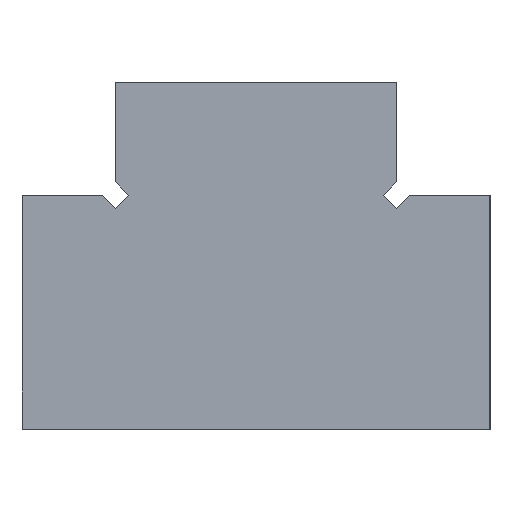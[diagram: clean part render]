
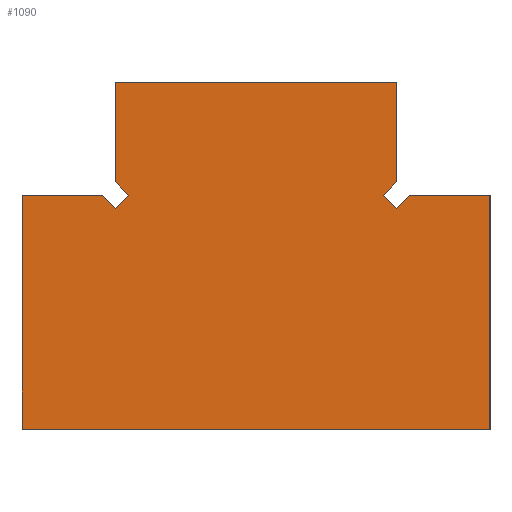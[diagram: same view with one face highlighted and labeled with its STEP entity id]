
A CAD part, left-side view. The second image highlights one B-rep face of the part: STEP entity #1090.
In plain terms, the highlighted planar face has unit normal (-1, 0, 0).
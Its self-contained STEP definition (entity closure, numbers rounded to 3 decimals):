
#778=VERTEX_POINT('',#2206);
#806=VERTEX_POINT('',#2238);
#892=EDGE_CURVE('',#778,#1780,#2331,.T.);
#930=EDGE_CURVE('',#1216,#1230,#2372,.T.);
#988=EDGE_CURVE('',#1230,#2010,#2437,.T.);
#1020=EDGE_CURVE('',#1920,#1802,#2472,.T.);
#1050=EDGE_CURVE('',#1642,#1710,#2506,.T.);
#1052=EDGE_CURVE('',#1710,#1538,#2508,.T.);
#1066=EDGE_CURVE('',#1780,#1920,#2525,.T.);
#1090=ADVANCED_FACE('',(#2553),#2554,.F.);
#1126=EDGE_CURVE('',#1208,#1216,#2593,.T.);
#1184=EDGE_CURVE('',#1538,#1736,#2657,.T.);
#1208=VERTEX_POINT('',#2685);
#1216=VERTEX_POINT('',#2694);
#1230=VERTEX_POINT('',#2709);
#1312=EDGE_CURVE('',#1802,#806,#2803,.T.);
#1326=EDGE_CURVE('',#2010,#1642,#2819,.T.);
#1408=EDGE_CURVE('',#806,#1692,#2908,.T.);
#1506=EDGE_CURVE('',#1692,#1208,#3020,.T.);
#1538=VERTEX_POINT('',#3054);
#1642=VERTEX_POINT('',#3172);
#1668=EDGE_CURVE('',#1736,#778,#3199,.T.);
#1692=VERTEX_POINT('',#3229);
#1710=VERTEX_POINT('',#3248);
#1736=VERTEX_POINT('',#3278);
#1780=VERTEX_POINT('',#3326);
#1802=VERTEX_POINT('',#3351);
#1920=VERTEX_POINT('',#3482);
#2010=VERTEX_POINT('',#3585);
#2206=CARTESIAN_POINT('',(-14.0,-25.0,25.0));
#2238=CARTESIAN_POINT('',(-14.0,16.414,25.0));
#2331=LINE('',#3960,#3961);
#2372=LINE('',#4013,#4014);
#2437=LINE('',#4104,#4105);
#2472=LINE('',#4150,#4151);
#2506=LINE('',#4193,#4194);
#2508=LINE('',#4197,#4198);
#2525=LINE('',#4218,#4219);
#2553=FACE_OUTER_BOUND('',#4252,.T.);
#2554=PLANE('',#4253);
#2593=LINE('',#4307,#4308);
#2657=LINE('',#4396,#4397);
#2685=CARTESIAN_POINT('',(-14.0,13.586,25.0));
#2694=CARTESIAN_POINT('',(-14.0,15.0,26.414));
#2709=CARTESIAN_POINT('',(-14.0,15.0,37.0));
#2803=LINE('',#4575,#4576);
#2819=LINE('',#4596,#4597);
#2908=LINE('',#4721,#4722);
#3020=LINE('',#4869,#4870);
#3054=CARTESIAN_POINT('',(-14.0,-15.0,23.586));
#3172=CARTESIAN_POINT('',(-14.0,-15.0,26.414));
#3199=LINE('',#5109,#5110);
#3229=CARTESIAN_POINT('',(-14.0,15.0,23.586));
#3248=CARTESIAN_POINT('',(-14.0,-13.586,25.0));
#3278=CARTESIAN_POINT('',(-14.0,-16.414,25.0));
#3326=CARTESIAN_POINT('',(-14.0,-25.0,0.));
#3351=CARTESIAN_POINT('',(-14.0,25.0,25.0));
#3482=CARTESIAN_POINT('',(-14.0,25.0,0.0));
#3585=CARTESIAN_POINT('',(-14.0,-15.0,37.0));
#3960=CARTESIAN_POINT('',(-14.0,-25.0,25.0));
#3961=VECTOR('',#6026,1.0);
#4013=CARTESIAN_POINT('',(-14.0,15.0,26.414));
#4014=VECTOR('',#6066,1.0);
#4104=CARTESIAN_POINT('',(-14.0,15.0,37.0));
#4105=VECTOR('',#6160,1.0);
#4150=CARTESIAN_POINT('',(-14.0,25.0,0.0));
#4151=VECTOR('',#6197,1.0);
#4193=CARTESIAN_POINT('',(-14.0,-15.0,26.414));
#4194=VECTOR('',#6246,1.0);
#4197=CARTESIAN_POINT('',(-14.0,-13.586,25.0));
#4198=VECTOR('',#6247,1.0);
#4218=CARTESIAN_POINT('',(-14.0,-25.0,0.));
#4219=VECTOR('',#6273,1.0);
#4252=EDGE_LOOP('',(#6317,#6318,#6319,#6320,#6321,#6322,#6323,#6324,#6325,#6326,#6327,#6328,#6329,#6330));
#4253=AXIS2_PLACEMENT_3D('',#6331,#6332,#6333);
#4307=CARTESIAN_POINT('',(-14.0,13.586,25.0));
#4308=VECTOR('',#6380,1.0);
#4396=CARTESIAN_POINT('',(-14.0,-15.0,23.586));
#4397=VECTOR('',#6460,1.0);
#4575=CARTESIAN_POINT('',(-14.0,25.0,25.0));
#4576=VECTOR('',#6666,1.0);
#4596=CARTESIAN_POINT('',(-14.0,-15.0,37.0));
#4597=VECTOR('',#6692,1.0);
#4721=CARTESIAN_POINT('',(-14.0,16.414,25.0));
#4722=VECTOR('',#6811,1.0);
#4869=CARTESIAN_POINT('',(-14.0,15.0,23.586));
#4870=VECTOR('',#6981,1.0);
#5109=CARTESIAN_POINT('',(-14.0,-16.414,25.0));
#5110=VECTOR('',#7204,1.0);
#6026=DIRECTION('',(0.0,0.0,-1.0));
#6066=DIRECTION('',(0.0,0.0,1.0));
#6160=DIRECTION('',(0.0,-1.0,0.0));
#6197=DIRECTION('',(0.0,0.0,1.0));
#6246=DIRECTION('',(0.0,0.707,-0.707));
#6247=DIRECTION('',(0.0,-0.707,-0.707));
#6273=DIRECTION('',(0.0,1.0,0.0));
#6317=ORIENTED_EDGE('',*,*,#1020,.F.);
#6318=ORIENTED_EDGE('',*,*,#1066,.F.);
#6319=ORIENTED_EDGE('',*,*,#892,.F.);
#6320=ORIENTED_EDGE('',*,*,#1668,.F.);
#6321=ORIENTED_EDGE('',*,*,#1184,.F.);
#6322=ORIENTED_EDGE('',*,*,#1052,.F.);
#6323=ORIENTED_EDGE('',*,*,#1050,.F.);
#6324=ORIENTED_EDGE('',*,*,#1326,.F.);
#6325=ORIENTED_EDGE('',*,*,#988,.F.);
#6326=ORIENTED_EDGE('',*,*,#930,.F.);
#6327=ORIENTED_EDGE('',*,*,#1126,.F.);
#6328=ORIENTED_EDGE('',*,*,#1506,.F.);
#6329=ORIENTED_EDGE('',*,*,#1408,.F.);
#6330=ORIENTED_EDGE('',*,*,#1312,.F.);
#6331=CARTESIAN_POINT('',(-14.0,0.,17.371));
#6332=DIRECTION('',(1.0,0.0,0.0));
#6333=DIRECTION('',(0.0,1.0,0.0));
#6380=DIRECTION('',(0.0,0.707,0.707));
#6460=DIRECTION('',(0.0,-0.707,0.707));
#6666=DIRECTION('',(0.0,-1.0,0.0));
#6692=DIRECTION('',(0.0,0.0,-1.0));
#6811=DIRECTION('',(0.0,-0.707,-0.707));
#6981=DIRECTION('',(0.0,-0.707,0.707));
#7204=DIRECTION('',(0.0,-1.0,0.0));
